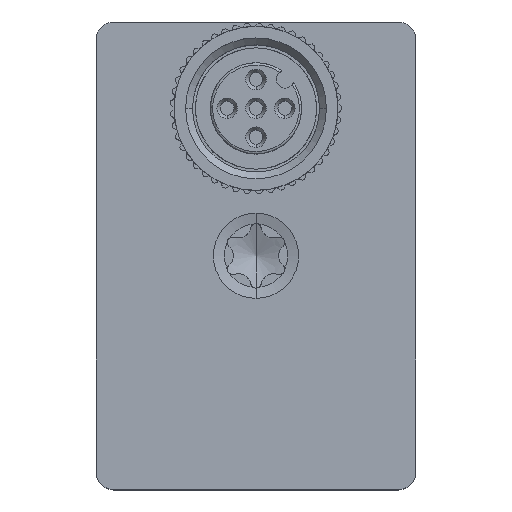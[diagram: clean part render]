
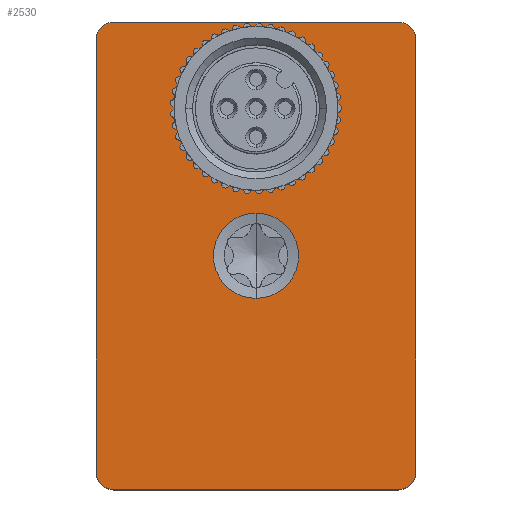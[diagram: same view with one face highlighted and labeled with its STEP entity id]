
A CAD part, top view. The second image highlights one B-rep face of the part: STEP entity #2530.
In plain terms, the highlighted planar face has unit normal (0, 0, 1).
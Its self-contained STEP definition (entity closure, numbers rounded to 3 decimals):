
#416=CARTESIAN_POINT('',(1.5,39.,22.));
#417=DIRECTION('',(0.,0.,1.));
#418=DIRECTION('',(0.,1.,0.));
#419=AXIS2_PLACEMENT_3D('',#416,#417,#418);
#421=DIRECTION('',(-1.,0.,0.));
#422=VECTOR('',#421,24.7);
#423=CARTESIAN_POINT('',(26.2,40.5,22.));
#424=LINE('',#423,#422);
#425=CARTESIAN_POINT('',(26.2,39.,22.));
#426=DIRECTION('',(0.,0.,1.));
#427=DIRECTION('',(1.,0.,0.));
#428=AXIS2_PLACEMENT_3D('',#425,#426,#427);
#430=DIRECTION('',(0.,1.,0.));
#431=VECTOR('',#430,37.5);
#432=CARTESIAN_POINT('',(27.7,1.5,22.));
#433=LINE('',#432,#431);
#434=CARTESIAN_POINT('',(26.2,1.5,22.));
#435=DIRECTION('',(0.,0.,1.));
#436=DIRECTION('',(0.,-1.,0.));
#437=AXIS2_PLACEMENT_3D('',#434,#435,#436);
#439=DIRECTION('',(1.,0.,0.));
#440=VECTOR('',#439,24.7);
#441=CARTESIAN_POINT('',(1.5,0.,22.));
#442=LINE('',#441,#440);
#443=CARTESIAN_POINT('',(1.5,1.5,22.));
#444=DIRECTION('',(0.,0.,1.));
#445=DIRECTION('',(-1.,0.,0.));
#446=AXIS2_PLACEMENT_3D('',#443,#444,#445);
#448=DIRECTION('',(0.,-1.,0.));
#449=VECTOR('',#448,37.5);
#450=CARTESIAN_POINT('',(0.,39.,22.));
#451=LINE('',#450,#449);
#452=CARTESIAN_POINT('',(13.85,20.25,22.));
#453=DIRECTION('',(0.,0.,-1.));
#454=DIRECTION('',(0.,1.,0.));
#455=AXIS2_PLACEMENT_3D('',#452,#453,#454);
#457=CARTESIAN_POINT('',(13.85,20.25,22.));
#458=DIRECTION('',(0.,0.,-1.));
#459=DIRECTION('',(0.,-1.,0.));
#460=AXIS2_PLACEMENT_3D('',#457,#458,#459);
#462=CARTESIAN_POINT('',(13.85,33.,22.));
#463=DIRECTION('',(0.,0.,-1.));
#464=DIRECTION('',(0.,-1.,0.));
#465=AXIS2_PLACEMENT_3D('',#462,#463,#464);
#467=CARTESIAN_POINT('',(13.85,33.,22.));
#468=DIRECTION('',(0.,0.,-1.));
#469=DIRECTION('',(0.,1.,0.));
#470=AXIS2_PLACEMENT_3D('',#467,#468,#469);
#1721=CARTESIAN_POINT('',(1.5,40.5,22.));
#1722=VERTEX_POINT('',#1721);
#1723=CARTESIAN_POINT('',(0.,39.,22.));
#1724=VERTEX_POINT('',#1723);
#1729=CARTESIAN_POINT('',(27.7,39.,22.));
#1730=VERTEX_POINT('',#1729);
#1731=CARTESIAN_POINT('',(26.2,40.5,22.));
#1732=VERTEX_POINT('',#1731);
#1737=CARTESIAN_POINT('',(26.2,0.,22.));
#1738=VERTEX_POINT('',#1737);
#1739=CARTESIAN_POINT('',(27.7,1.5,22.));
#1740=VERTEX_POINT('',#1739);
#1745=CARTESIAN_POINT('',(0.,1.5,22.));
#1746=VERTEX_POINT('',#1745);
#1747=CARTESIAN_POINT('',(1.5,0.,22.));
#1748=VERTEX_POINT('',#1747);
#1942=CARTESIAN_POINT('',(13.85,28.3,22.));
#1943=CARTESIAN_POINT('',(13.85,37.7,22.));
#1944=VERTEX_POINT('',#1942);
#1945=VERTEX_POINT('',#1943);
#2014=CARTESIAN_POINT('',(13.85,23.938,22.));
#2015=CARTESIAN_POINT('',(13.85,16.562,22.));
#2016=VERTEX_POINT('',#2014);
#2017=VERTEX_POINT('',#2015);
#2496=CARTESIAN_POINT('',(0.,0.,22.));
#2497=DIRECTION('',(0.,0.,1.));
#2498=DIRECTION('',(1.,0.,0.));
#2499=AXIS2_PLACEMENT_3D('',#2496,#2497,#2498);
#2500=PLANE('',#2499);
#2502=ORIENTED_EDGE('',*,*,#2501,.F.);
#2504=ORIENTED_EDGE('',*,*,#2503,.F.);
#2506=ORIENTED_EDGE('',*,*,#2505,.F.);
#2508=ORIENTED_EDGE('',*,*,#2507,.F.);
#2510=ORIENTED_EDGE('',*,*,#2509,.F.);
#2512=ORIENTED_EDGE('',*,*,#2511,.F.);
#2514=ORIENTED_EDGE('',*,*,#2513,.F.);
#2516=ORIENTED_EDGE('',*,*,#2515,.F.);
#2517=EDGE_LOOP('',(#2502,#2504,#2506,#2508,#2510,#2512,#2514,#2516));
#2518=FACE_OUTER_BOUND('',#2517,.F.);
#2520=ORIENTED_EDGE('',*,*,#2519,.F.);
#2522=ORIENTED_EDGE('',*,*,#2521,.F.);
#2523=EDGE_LOOP('',(#2520,#2522));
#2524=FACE_BOUND('',#2523,.F.);
#2525=ORIENTED_EDGE('',*,*,#2477,.F.);
#2527=ORIENTED_EDGE('',*,*,#2526,.F.);
#2528=EDGE_LOOP('',(#2525,#2527));
#2529=FACE_BOUND('',#2528,.F.);
#2530=ADVANCED_FACE('',(#2518,#2524,#2529),#2500,.T.);
#420=CIRCLE('',#419,1.5);
#429=CIRCLE('',#428,1.5);
#438=CIRCLE('',#437,1.5);
#447=CIRCLE('',#446,1.5);
#456=CIRCLE('',#455,3.688);
#461=CIRCLE('',#460,3.688);
#466=CIRCLE('',#465,4.7);
#471=CIRCLE('',#470,4.7);
#2477=EDGE_CURVE('',#1944,#1945,#466,.T.);
#2501=EDGE_CURVE('',#1722,#1724,#420,.T.);
#2503=EDGE_CURVE('',#1732,#1722,#424,.T.);
#2505=EDGE_CURVE('',#1730,#1732,#429,.T.);
#2507=EDGE_CURVE('',#1740,#1730,#433,.T.);
#2509=EDGE_CURVE('',#1738,#1740,#438,.T.);
#2511=EDGE_CURVE('',#1748,#1738,#442,.T.);
#2513=EDGE_CURVE('',#1746,#1748,#447,.T.);
#2515=EDGE_CURVE('',#1724,#1746,#451,.T.);
#2519=EDGE_CURVE('',#2016,#2017,#456,.T.);
#2521=EDGE_CURVE('',#2017,#2016,#461,.T.);
#2526=EDGE_CURVE('',#1945,#1944,#471,.T.);
